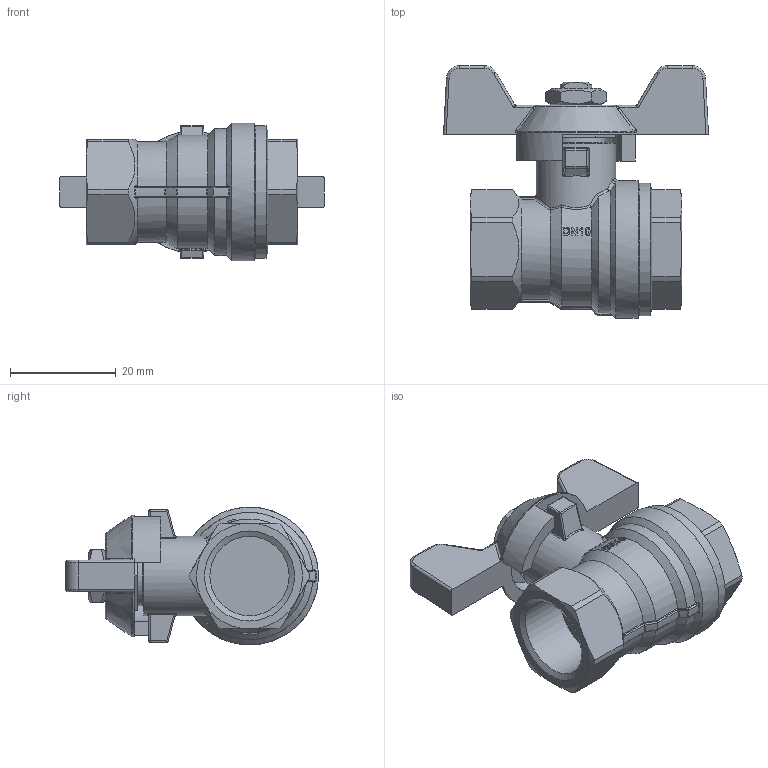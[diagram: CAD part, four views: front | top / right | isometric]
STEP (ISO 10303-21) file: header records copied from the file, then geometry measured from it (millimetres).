
FILE_DESCRIPTION (( 'STEP AP214' ), '1' );
FILE_NAME ('DVGW-K2-038-WF0-4 Kugelhahn FG 2205.STEP', '2022-05-02T11:02:12', ( '' ), ( '' ), 'SwSTEP 2.0', 'SolidWorks 2019', '' );
FILE_SCHEMA (( 'AUTOMOTIVE_DESIGN' ));
Length unit declared in the file: millimetre
Products named in the file (1): DVGW-K2-038-WF0-4 Kugelhahn FG 2205
Bounding box: 50 x 47.7 x 26 mm (x, y, z)
Volume: 17506.7 mm3; surface area: 8163.4 mm2
Topology: 1 solids, 1 shells, 503 faces, 1260 edges, 778 vertices
Faces by surface type: bspline 165, plane 146, cylinder 118, cone 41, torus 21, sphere 12
Full cylindrical faces by diameter (mm): 7 x1, 10 x1, 11.258 x1, 12 x1, 14.95 x2, 15 x1, 18 x1, 25 x1, 26 x1
Entity records: 19152 total; most frequent: CARTESIAN_POINT 8672, ORIENTED_EDGE 2436, DIRECTION 1619, EDGE_CURVE 1218, VERTEX_POINT 770, AXIS2_PLACEMENT_3D 595, EDGE_LOOP 556, FACE_OUTER_BOUND 513
